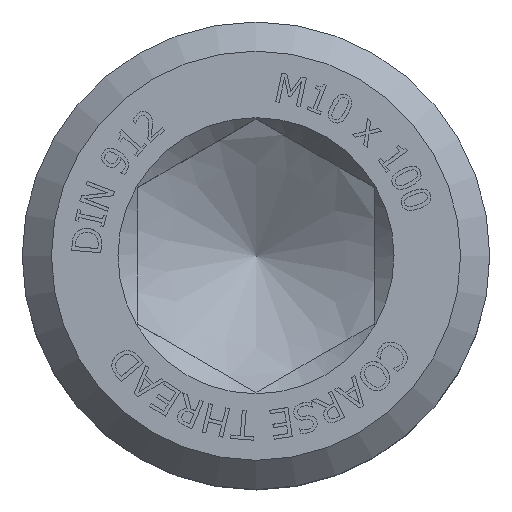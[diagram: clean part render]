
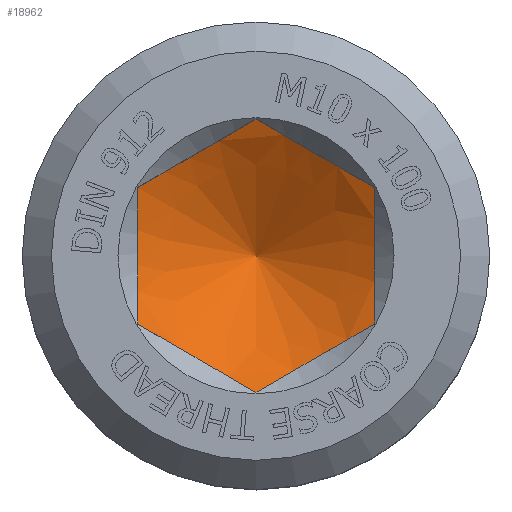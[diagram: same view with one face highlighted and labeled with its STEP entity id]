
A CAD part, top view. The second image highlights one B-rep face of the part: STEP entity #18962.
In plain terms, the highlighted conical face has half-angle 60 degrees and reference radius 3.2 mm.
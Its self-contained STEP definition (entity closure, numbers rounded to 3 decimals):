
#18590=CARTESIAN_POINT('',(0.,4.677,-5.));
#18591=VERTEX_POINT('',#18590);
#18598=CARTESIAN_POINT('',(4.05,2.338,-5.));
#18599=VERTEX_POINT('',#18598);
#18600=CARTESIAN_POINT('',(4.05,2.338,-5.));
#18601=CARTESIAN_POINT('',(2.025,3.507,-5.675));
#18602=CARTESIAN_POINT('',(0.,4.677,-5.));
#18610=(BOUNDED_CURVE()B_SPLINE_CURVE(2,(#18600,#18601,#18602),.UNSPECIFIED.,.F.,.U.)B_SPLINE_CURVE_WITH_KNOTS((3,3),(0.223,0.804),.UNSPECIFIED.)CURVE()GEOMETRIC_REPRESENTATION_ITEM()RATIONAL_B_SPLINE_CURVE((1.197,1.383,1.197))REPRESENTATION_ITEM(''));
#18611=EDGE_CURVE('',#18599,#18591,#18610,.T.);
#18628=CARTESIAN_POINT('',(-4.05,2.338,-5.));
#18629=VERTEX_POINT('',#18628);
#18636=CARTESIAN_POINT('',(0.,4.677,-5.));
#18637=CARTESIAN_POINT('',(-2.025,3.507,-5.675));
#18638=CARTESIAN_POINT('',(-4.05,2.338,-5.));
#18646=(BOUNDED_CURVE()B_SPLINE_CURVE(2,(#18636,#18637,#18638),.UNSPECIFIED.,.F.,.U.)B_SPLINE_CURVE_WITH_KNOTS((3,3),(0.223,0.804),.UNSPECIFIED.)CURVE()GEOMETRIC_REPRESENTATION_ITEM()RATIONAL_B_SPLINE_CURVE((1.197,1.383,1.197))REPRESENTATION_ITEM(''));
#18647=EDGE_CURVE('',#18591,#18629,#18646,.T.);
#18659=CARTESIAN_POINT('',(-4.05,-2.338,-5.));
#18660=VERTEX_POINT('',#18659);
#18667=CARTESIAN_POINT('',(-4.05,2.338,-5.));
#18668=CARTESIAN_POINT('',(-4.05,0.,-5.675));
#18669=CARTESIAN_POINT('',(-4.05,-2.338,-5.));
#18677=(BOUNDED_CURVE()B_SPLINE_CURVE(2,(#18667,#18668,#18669),.UNSPECIFIED.,.F.,.U.)B_SPLINE_CURVE_WITH_KNOTS((3,3),(0.223,0.804),.UNSPECIFIED.)CURVE()GEOMETRIC_REPRESENTATION_ITEM()RATIONAL_B_SPLINE_CURVE((1.197,1.383,1.197))REPRESENTATION_ITEM(''));
#18678=EDGE_CURVE('',#18629,#18660,#18677,.T.);
#18690=CARTESIAN_POINT('',(0.,-4.677,-5.));
#18691=VERTEX_POINT('',#18690);
#18698=CARTESIAN_POINT('',(-4.05,-2.338,-5.));
#18699=CARTESIAN_POINT('',(-2.025,-3.507,-5.675));
#18700=CARTESIAN_POINT('',(0.,-4.677,-5.));
#18708=(BOUNDED_CURVE()B_SPLINE_CURVE(2,(#18698,#18699,#18700),.UNSPECIFIED.,.F.,.U.)B_SPLINE_CURVE_WITH_KNOTS((3,3),(0.223,0.804),.UNSPECIFIED.)CURVE()GEOMETRIC_REPRESENTATION_ITEM()RATIONAL_B_SPLINE_CURVE((1.197,1.383,1.197))REPRESENTATION_ITEM(''));
#18709=EDGE_CURVE('',#18660,#18691,#18708,.T.);
#18721=CARTESIAN_POINT('',(4.05,-2.338,-5.));
#18722=VERTEX_POINT('',#18721);
#18729=CARTESIAN_POINT('',(0.,-4.677,-5.));
#18730=CARTESIAN_POINT('',(2.025,-3.507,-5.675));
#18731=CARTESIAN_POINT('',(4.05,-2.338,-5.));
#18739=(BOUNDED_CURVE()B_SPLINE_CURVE(2,(#18729,#18730,#18731),.UNSPECIFIED.,.F.,.U.)B_SPLINE_CURVE_WITH_KNOTS((3,3),(0.223,0.804),.UNSPECIFIED.)CURVE()GEOMETRIC_REPRESENTATION_ITEM()RATIONAL_B_SPLINE_CURVE((1.197,1.383,1.197))REPRESENTATION_ITEM(''));
#18740=EDGE_CURVE('',#18691,#18722,#18739,.T.);
#18753=CARTESIAN_POINT('',(4.05,-2.338,-5.));
#18754=CARTESIAN_POINT('',(4.05,0.,-5.675));
#18755=CARTESIAN_POINT('',(4.05,2.338,-5.));
#18763=(BOUNDED_CURVE()B_SPLINE_CURVE(2,(#18753,#18754,#18755),.UNSPECIFIED.,.F.,.U.)B_SPLINE_CURVE_WITH_KNOTS((3,3),(0.223,0.804),.UNSPECIFIED.)CURVE()GEOMETRIC_REPRESENTATION_ITEM()RATIONAL_B_SPLINE_CURVE((1.197,1.383,1.197))REPRESENTATION_ITEM(''));
#18764=EDGE_CURVE('',#18722,#18599,#18763,.T.);
#18949=CARTESIAN_POINT('',(0.0,0.,-5.852));
#18950=DIRECTION('',(0.0,0.,1.0));
#18951=DIRECTION('',(0.0,1.0,0.0));
#18952=AXIS2_PLACEMENT_3D('',#18949,#18950,#18951);
#18953=CONICAL_SURFACE('',#18952,3.2,60.);
#18954=ORIENTED_EDGE('',*,*,#18678,.T.);
#18955=ORIENTED_EDGE('',*,*,#18709,.T.);
#18956=ORIENTED_EDGE('',*,*,#18740,.T.);
#18957=ORIENTED_EDGE('',*,*,#18764,.T.);
#18958=ORIENTED_EDGE('',*,*,#18611,.T.);
#18959=ORIENTED_EDGE('',*,*,#18647,.T.);
#18960=EDGE_LOOP('',(#18954,#18955,#18956,#18957,#18958,#18959));
#18961=FACE_OUTER_BOUND('',#18960,.T.);
#18962=ADVANCED_FACE('',(#18961),#18953,.F.);
